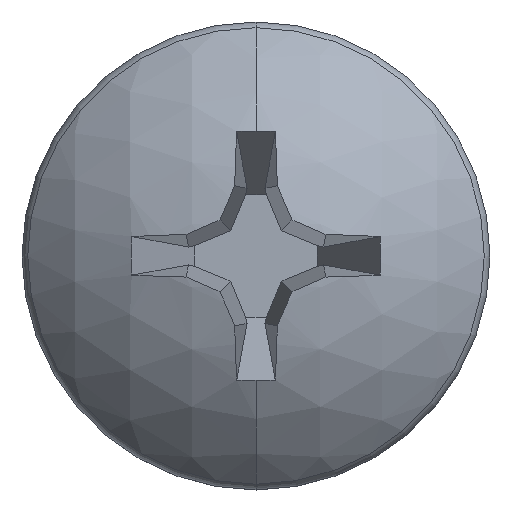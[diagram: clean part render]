
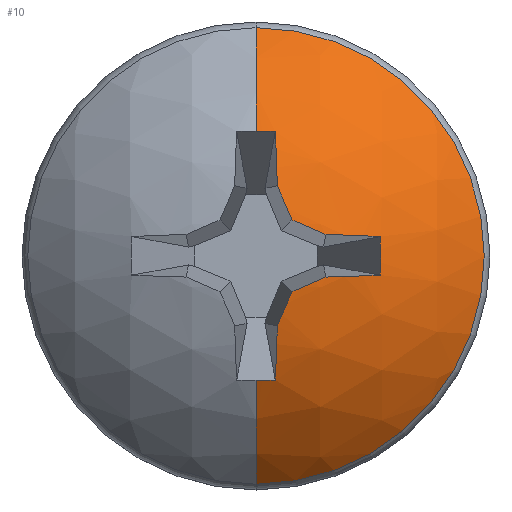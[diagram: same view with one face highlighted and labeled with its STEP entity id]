
A CAD part, top view. The second image highlights one B-rep face of the part: STEP entity #10.
In plain terms, the highlighted spherical face has radius 3.543 mm.
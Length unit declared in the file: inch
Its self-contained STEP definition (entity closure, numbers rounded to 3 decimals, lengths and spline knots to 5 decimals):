
#10 = ADVANCED_FACE ( 'NONE', ( #4613 ), #4619, .T. ) ;
#653 = CIRCLE ( 'NONE', #5107, 0.13948 ) ;
#655 = CIRCLE ( 'NONE', #5105, 0.13889 ) ;
#658 = CIRCLE ( 'NONE', #5101, 0.13948 ) ;
#660 = CIRCLE ( 'NONE', #5106, 0.13889 ) ;
#661 = CIRCLE ( 'NONE', #5099, 0.10682 ) ;
#670 = CIRCLE ( 'NONE', #5116, 0.13928 ) ;
#672 = CIRCLE ( 'NONE', #5115, 0.13942 ) ;
#673 = CIRCLE ( 'NONE', #5117, 0.13928 ) ;
#674 = CIRCLE ( 'NONE', #5118, 0.13942 ) ;
#675 = CIRCLE ( 'NONE', #5119, 0.13889 ) ;
#676 = CIRCLE ( 'NONE', #5120, 0.13942 ) ;
#677 = CIRCLE ( 'NONE', #5121, 0.13928 ) ;
#678 = CIRCLE ( 'NONE', #5122, 0.13928 ) ;
#679 = CIRCLE ( 'NONE', #5123, 0.13942 ) ;
#968 = ORIENTED_EDGE ( 'NONE', *, *, #4692, .T. ) ;
#971 = VERTEX_POINT ( 'NONE', #1850 ) ;
#988 = VERTEX_POINT ( 'NONE', #1857 ) ;
#994 = VERTEX_POINT ( 'NONE', #1861 ) ;
#996 = VERTEX_POINT ( 'NONE', #1862 ) ;
#1001 = VERTEX_POINT ( 'NONE', #1867 ) ;
#1850 = CARTESIAN_POINT ( 'NONE',  ( 0.01681, 0.01681, 0.32796 ) ) ;
#1857 = CARTESIAN_POINT ( 'NONE',  ( 0., -0.10682, 0.28021 ) ) ;
#1861 = CARTESIAN_POINT ( 'NONE',  ( 0., -0.05832, 0.31722 ) ) ;
#1862 = CARTESIAN_POINT ( 'NONE',  ( 0.00903, -0.05818, 0.31697 ) ) ;
#1867 = CARTESIAN_POINT ( 'NONE',  ( 0., 0.05832, 0.31722 ) ) ;
#1979 = CARTESIAN_POINT ( 'NONE',  ( 0.00995, 0.03276, 0.32573 ) ) ;
#1984 = CARTESIAN_POINT ( 'NONE',  ( 0.00903, 0.05818, 0.31697 ) ) ;
#2001 = CARTESIAN_POINT ( 'NONE',  ( 0.05818, -0.00903, 0.31697 ) ) ;
#2005 = CARTESIAN_POINT ( 'NONE',  ( 0.03276, -0.00995, 0.32573 ) ) ;
#2007 = CARTESIAN_POINT ( 'NONE',  ( 0.05818, 0.00903, 0.31697 ) ) ;
#2025 = CARTESIAN_POINT ( 'NONE',  ( 0.00995, -0.03276, 0.32573 ) ) ;
#2034 = CARTESIAN_POINT ( 'NONE',  ( 0.01681, -0.01681, 0.32796 ) ) ;
#2040 = CARTESIAN_POINT ( 'NONE',  ( 0., 0.10682, 0.28021 ) ) ;
#2041 = CARTESIAN_POINT ( 'NONE',  ( 0.03276, 0.00995, 0.32573 ) ) ;
#2054 = CARTESIAN_POINT ( 'NONE',  ( 0., 0., 0.19052 ) ) ;
#2055 = DIRECTION ( 'NONE',  ( -1., 0., 0. ) ) ;
#2056 = DIRECTION ( 'NONE',  ( 0., 0., 1. ) ) ;
#2057 = CARTESIAN_POINT ( 'NONE',  ( 0., 0., 0.28021 ) ) ;
#2058 = DIRECTION ( 'NONE',  ( 0., 0., -1. ) ) ;
#2059 = DIRECTION ( 'NONE',  ( 0., 1., 0. ) ) ;
#2060 = CARTESIAN_POINT ( 'NONE',  ( 0., 0.01112, 0.19694 ) ) ;
#2061 = DIRECTION ( 'NONE',  ( 0., 0.866, 0.5 ) ) ;
#2062 = DIRECTION ( 'NONE',  ( 0., -0.5, 0.866 ) ) ;
#2063 = CARTESIAN_POINT ( 'NONE',  ( 0., -0.01112, 0.19694 ) ) ;
#2064 = DIRECTION ( 'NONE',  ( 0., -0.866, 0.5 ) ) ;
#2065 = DIRECTION ( 'NONE',  ( 0., -0.5, -0.866 ) ) ;
#2066 = CARTESIAN_POINT ( 'NONE',  ( 0., 0., 0.19052 ) ) ;
#2067 = DIRECTION ( 'NONE',  ( 1., 0., 0. ) ) ;
#2068 = DIRECTION ( 'NONE',  ( 0., 1., 0. ) ) ;
#2256 = ORIENTED_EDGE ( 'NONE', *, *, #4709, .F. ) ;
#2262 = ORIENTED_EDGE ( 'NONE', *, *, #4688, .F. ) ;
#2322 = ORIENTED_EDGE ( 'NONE', *, *, #4708, .F. ) ;
#2402 = VERTEX_POINT ( 'NONE', #1979 ) ;
#2409 = VERTEX_POINT ( 'NONE', #1984 ) ;
#2416 = ORIENTED_EDGE ( 'NONE', *, *, #4702, .F. ) ;
#2432 = ORIENTED_EDGE ( 'NONE', *, *, #4710, .F. ) ;
#2447 = VERTEX_POINT ( 'NONE', #2001 ) ;
#2449 = VERTEX_POINT ( 'NONE', #2005 ) ;
#2455 = VERTEX_POINT ( 'NONE', #2007 ) ;
#2496 = VERTEX_POINT ( 'NONE', #2025 ) ;
#2501 = ORIENTED_EDGE ( 'NONE', *, *, #4705, .F. ) ;
#2502 = ORIENTED_EDGE ( 'NONE', *, *, #4704, .F. ) ;
#2503 = ORIENTED_EDGE ( 'NONE', *, *, #4703, .F. ) ;
#2530 = ORIENTED_EDGE ( 'NONE', *, *, #4706, .F. ) ;
#2531 = ORIENTED_EDGE ( 'NONE', *, *, #4707, .F. ) ;
#2532 = ORIENTED_EDGE ( 'NONE', *, *, #4691, .F. ) ;
#2536 = ORIENTED_EDGE ( 'NONE', *, *, #4689, .F. ) ;
#2537 = ORIENTED_EDGE ( 'NONE', *, *, #4690, .F. ) ;
#2584 = VERTEX_POINT ( 'NONE', #2040 ) ;
#2587 = VERTEX_POINT ( 'NONE', #2034 ) ;
#2591 = VERTEX_POINT ( 'NONE', #2041 ) ;
#3113 = DIRECTION ( 'NONE',  ( 0., 1., 0. ) ) ;
#3116 = CARTESIAN_POINT ( 'NONE',  ( 0., 0., 0.19052 ) ) ;
#3118 = DIRECTION ( 'NONE',  ( 1., 0., 0. ) ) ;
#3519 = CARTESIAN_POINT ( 'NONE',  ( -0.00421, 0., 0.19096 ) ) ;
#3520 = DIRECTION ( 'NONE',  ( -0.995, 0., 0.105 ) ) ;
#3521 = DIRECTION ( 'NONE',  ( 0.105, 0., 0.995 ) ) ;
#3522 = CARTESIAN_POINT ( 'NONE',  ( 0.00687, -0.00285, 0.18974 ) ) ;
#3523 = DIRECTION ( 'NONE',  ( -0.919, 0.381, 0.105 ) ) ;
#3524 = DIRECTION ( 'NONE',  ( -0.383, -0.924, 0. ) ) ;
#3525 = CARTESIAN_POINT ( 'NONE',  ( 0.00285, -0.00687, 0.18974 ) ) ;
#3526 = DIRECTION ( 'NONE',  ( -0.381, 0.919, 0.105 ) ) ;
#3527 = DIRECTION ( 'NONE',  ( -0.924, -0.383, 0. ) ) ;
#3528 = CARTESIAN_POINT ( 'NONE',  ( 0., 0.00421, 0.19096 ) ) ;
#3529 = DIRECTION ( 'NONE',  ( 0., 0.995, 0.105 ) ) ;
#3530 = DIRECTION ( 'NONE',  ( 0., -0.105, 0.995 ) ) ;
#3531 = CARTESIAN_POINT ( 'NONE',  ( -0.01112, 0., 0.19694 ) ) ;
#3532 = DIRECTION ( 'NONE',  ( -0.866, 0., 0.5 ) ) ;
#3533 = DIRECTION ( 'NONE',  ( 0.5, 0., 0.866 ) ) ;
#3534 = CARTESIAN_POINT ( 'NONE',  ( 0., -0.00421, 0.19096 ) ) ;
#3535 = DIRECTION ( 'NONE',  ( 0., -0.995, 0.105 ) ) ;
#3536 = DIRECTION ( 'NONE',  ( 0., -0.105, -0.995 ) ) ;
#3537 = CARTESIAN_POINT ( 'NONE',  ( 0.00285, 0.00687, 0.18974 ) ) ;
#3538 = DIRECTION ( 'NONE',  ( -0.381, -0.919, 0.105 ) ) ;
#3539 = DIRECTION ( 'NONE',  ( 0.924, -0.383, 0. ) ) ;
#3540 = CARTESIAN_POINT ( 'NONE',  ( 0.00687, 0.00285, 0.18974 ) ) ;
#3541 = DIRECTION ( 'NONE',  ( -0.919, -0.381, 0.105 ) ) ;
#3542 = DIRECTION ( 'NONE',  ( 0.383, -0.924, 0. ) ) ;
#3545 = CARTESIAN_POINT ( 'NONE',  ( -0.00421, 0., 0.19096 ) ) ;
#3546 = DIRECTION ( 'NONE',  ( -0.995, 0., 0.105 ) ) ;
#3547 = DIRECTION ( 'NONE',  ( 0.105, 0., 0.995 ) ) ;
#4600 = EDGE_LOOP ( 'NONE', ( #2537, #968, #2536, #2262, #2532, #2432, #2256, #2322, #2531, #2530, #2501, #2502, #2503, #2416 ) ) ;
#4613 = FACE_OUTER_BOUND ( 'NONE', #4600, .T. ) ;
#4619 = SPHERICAL_SURFACE ( 'NONE', #5004, 0.13948 ) ;
#4688 = EDGE_CURVE ( 'NONE', #1001, #2584, #658, .T. ) ;
#4689 = EDGE_CURVE ( 'NONE', #2584, #988, #661, .T. ) ;
#4690 = EDGE_CURVE ( 'NONE', #994, #996, #655, .T. ) ;
#4691 = EDGE_CURVE ( 'NONE', #2409, #1001, #660, .T. ) ;
#4692 = EDGE_CURVE ( 'NONE', #994, #988, #653, .T. ) ;
#4702 = EDGE_CURVE ( 'NONE', #996, #2496, #672, .T. ) ;
#4703 = EDGE_CURVE ( 'NONE', #2496, #2587, #670, .T. ) ;
#4704 = EDGE_CURVE ( 'NONE', #2587, #2449, #673, .T. ) ;
#4705 = EDGE_CURVE ( 'NONE', #2449, #2447, #674, .T. ) ;
#4706 = EDGE_CURVE ( 'NONE', #2447, #2455, #675, .T. ) ;
#4707 = EDGE_CURVE ( 'NONE', #2455, #2591, #676, .T. ) ;
#4708 = EDGE_CURVE ( 'NONE', #2591, #971, #677, .T. ) ;
#4709 = EDGE_CURVE ( 'NONE', #971, #2402, #678, .T. ) ;
#4710 = EDGE_CURVE ( 'NONE', #2402, #2409, #679, .T. ) ;
#5004 = AXIS2_PLACEMENT_3D ( 'NONE', #3116, #3118, #3113 ) ;
#5099 = AXIS2_PLACEMENT_3D ( 'NONE', #2057, #2058, #2059 ) ;
#5101 = AXIS2_PLACEMENT_3D ( 'NONE', #2054, #2055, #2056 ) ;
#5105 = AXIS2_PLACEMENT_3D ( 'NONE', #2060, #2061, #2062 ) ;
#5106 = AXIS2_PLACEMENT_3D ( 'NONE', #2063, #2064, #2065 ) ;
#5107 = AXIS2_PLACEMENT_3D ( 'NONE', #2066, #2067, #2068 ) ;
#5115 = AXIS2_PLACEMENT_3D ( 'NONE', #3519, #3520, #3521 ) ;
#5116 = AXIS2_PLACEMENT_3D ( 'NONE', #3522, #3523, #3524 ) ;
#5117 = AXIS2_PLACEMENT_3D ( 'NONE', #3525, #3526, #3527 ) ;
#5118 = AXIS2_PLACEMENT_3D ( 'NONE', #3528, #3529, #3530 ) ;
#5119 = AXIS2_PLACEMENT_3D ( 'NONE', #3531, #3532, #3533 ) ;
#5120 = AXIS2_PLACEMENT_3D ( 'NONE', #3534, #3535, #3536 ) ;
#5121 = AXIS2_PLACEMENT_3D ( 'NONE', #3537, #3538, #3539 ) ;
#5122 = AXIS2_PLACEMENT_3D ( 'NONE', #3540, #3541, #3542 ) ;
#5123 = AXIS2_PLACEMENT_3D ( 'NONE', #3545, #3546, #3547 ) ;
